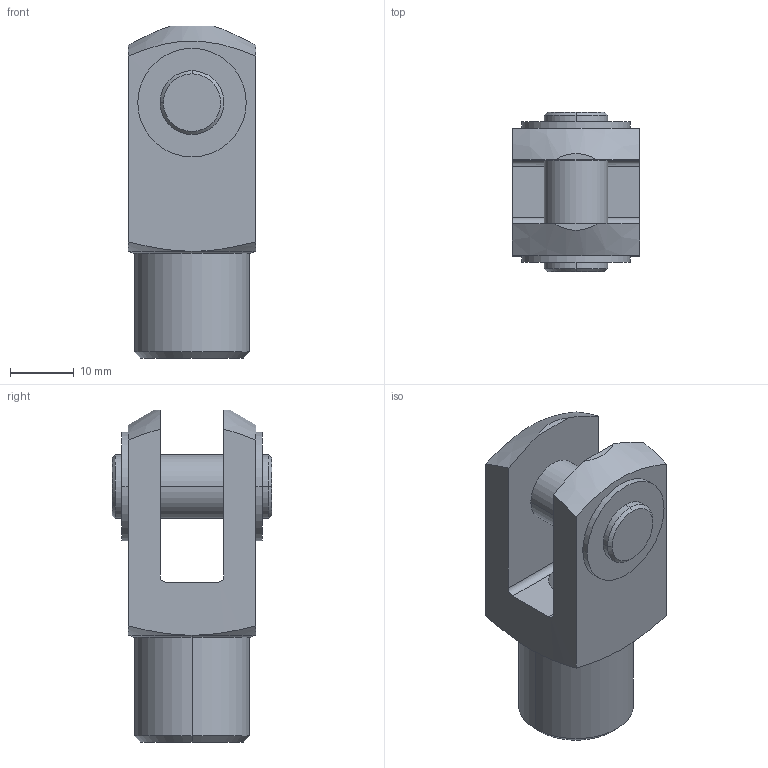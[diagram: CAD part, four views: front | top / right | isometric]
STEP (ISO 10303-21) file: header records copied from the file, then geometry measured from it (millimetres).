
FILE_DESCRIPTION(/* description */ ('VariCAD 2016-1.06 AP-214'),/* implementation_level */ '2;1');
FILE_NAME(/* name */ 'gak_25-32_es.stp',/* time_stamp */ '2016-06-16T10:42:12+02:00',/* author */ (''),/* organization */ (''),/* preprocessor_version */ 'ST-DEVELOPER v14',/* originating_system */ 'VariCAD 2016-1.06; kernel version (20130303)',/* authorisation */ '');
FILE_SCHEMA (('AUTOMOTIVE_DESIGN'));
Length unit declared in the file: millimetre
Products named in the file (3): gak_25-32_es; gak_25-32_es<2>; gak_25-32_es<1>
Assembly tree (2 placements, depth 2):
  gak_25-32_es
    gak_25-32_es<2>
    gak_25-32_es<1>
Bounding box: 20 x 25 x 52 mm (x, y, z)
Volume: 12504.4 mm3; surface area: 6885.8 mm2
Topology: 2 solids, 2 shells, 57 faces, 131 edges, 81 vertices
Faces by surface type: cylinder 20, cone 18, plane 17, sphere 2
Entity records: 1787 total; most frequent: CARTESIAN_POINT 384, DIRECTION 302, ORIENTED_EDGE 262, EDGE_CURVE 131, AXIS2_PLACEMENT_3D 127, VERTEX_POINT 81, EDGE_LOOP 66, CIRCLE 63
